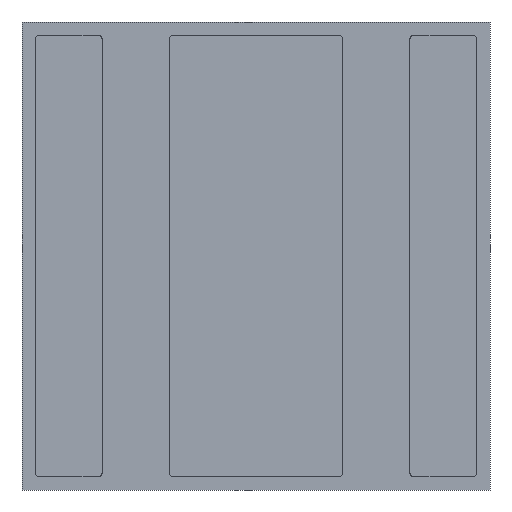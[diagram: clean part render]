
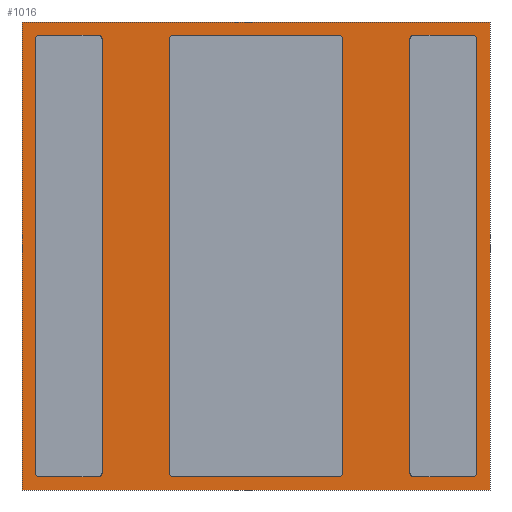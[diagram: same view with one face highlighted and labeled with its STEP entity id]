
A CAD part, front view. The second image highlights one B-rep face of the part: STEP entity #1016.
In plain terms, the highlighted planar face has unit normal (0, -1, 0).
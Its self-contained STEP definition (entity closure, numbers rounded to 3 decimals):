
#50=PLANE('',#1097);
#111=FACE_OUTER_BOUND('',#177,.T.);
#177=EDGE_LOOP('',(#817,#818,#819,#820));
#262=LINE('',#1568,#372);
#265=LINE('',#1574,#375);
#268=LINE('',#1580,#378);
#271=LINE('',#1584,#381);
#372=VECTOR('',#1262,10.);
#375=VECTOR('',#1267,10.);
#378=VECTOR('',#1272,10.);
#381=VECTOR('',#1277,10.);
#497=VERTEX_POINT('',#1565);
#498=VERTEX_POINT('',#1567);
#500=VERTEX_POINT('',#1573);
#502=VERTEX_POINT('',#1579);
#608=EDGE_CURVE('',#498,#497,#262,.T.);
#611=EDGE_CURVE('',#500,#498,#265,.T.);
#614=EDGE_CURVE('',#502,#500,#268,.T.);
#617=EDGE_CURVE('',#497,#502,#271,.T.);
#817=ORIENTED_EDGE('',*,*,#617,.T.);
#818=ORIENTED_EDGE('',*,*,#614,.T.);
#819=ORIENTED_EDGE('',*,*,#611,.T.);
#820=ORIENTED_EDGE('',*,*,#608,.T.);
#1016=ADVANCED_FACE('',(#111),#50,.T.);
#1097=AXIS2_PLACEMENT_3D('',#1586,#1280,#1281);
#1262=DIRECTION('',(1.,0.,0.));
#1267=DIRECTION('',(0.,0.,-1.));
#1272=DIRECTION('',(-1.,0.,0.));
#1277=DIRECTION('',(0.,0.,1.));
#1280=DIRECTION('center_axis',(0.,-1.,0.));
#1281=DIRECTION('ref_axis',(0.,0.,-1.));
#1565=CARTESIAN_POINT('',(1.75,-0.35,-1.75));
#1567=CARTESIAN_POINT('',(-1.75,-0.35,-1.75));
#1568=CARTESIAN_POINT('',(1.75,-0.35,-1.75));
#1573=CARTESIAN_POINT('',(-1.75,-0.35,1.75));
#1574=CARTESIAN_POINT('',(-1.75,-0.35,-1.75));
#1579=CARTESIAN_POINT('',(1.75,-0.35,1.75));
#1580=CARTESIAN_POINT('',(-1.75,-0.35,1.75));
#1584=CARTESIAN_POINT('',(1.75,-0.35,1.75));
#1586=CARTESIAN_POINT('Origin',(0.,-0.35,0.));
